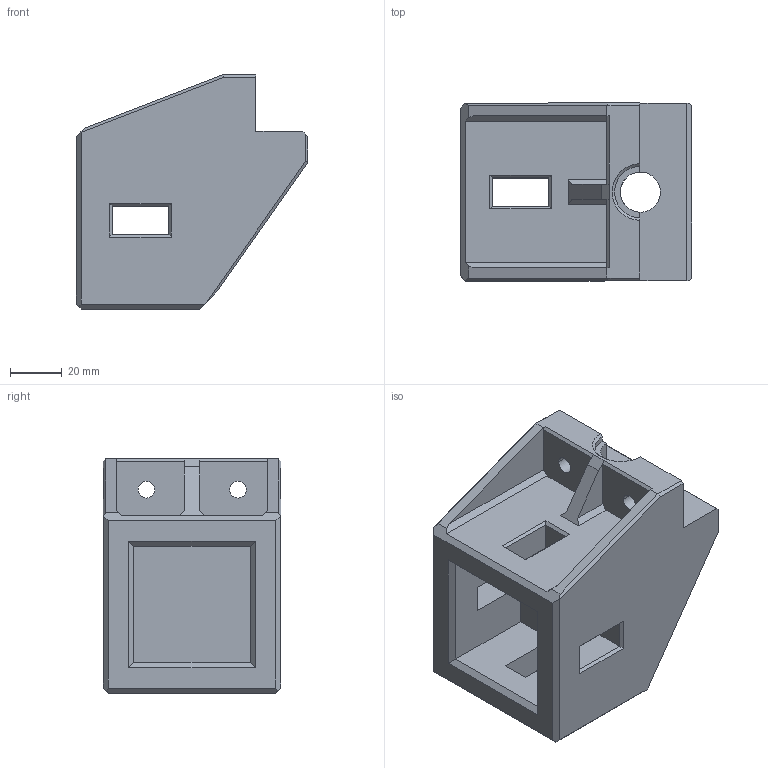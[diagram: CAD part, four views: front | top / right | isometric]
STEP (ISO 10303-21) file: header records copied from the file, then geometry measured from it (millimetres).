
FILE_DESCRIPTION(('CATIA V5 STEP Exchange'),'2;1');
FILE_NAME('prihvatv3.stp','2024-07-17T12:56:04+00:00',('none'),('none'),'CATIA Version 5 Release 21 SP 6 (IN-10)','CATIA V5 STEP AP203','none');
FILE_SCHEMA(('CONFIG_CONTROL_DESIGN'));
Length unit declared in the file: millimetre
Products named in the file (1): Part6
Bounding box: 90 x 69 x 91 mm (x, y, z)
Volume: 222277 mm3; surface area: 46950.8 mm2
Topology: 1 solids, 1 shells, 117 faces, 311 edges, 196 vertices
Faces by surface type: plane 100, cylinder 10, bspline 4, torus 2, cone 1
Entity records: 3759 total; most frequent: CARTESIAN_POINT 1032, ORIENTED_EDGE 622, DIRECTION 428, EDGE_CURVE 311, VECTOR 214, LINE 214, VERTEX_POINT 196, EDGE_LOOP 131
